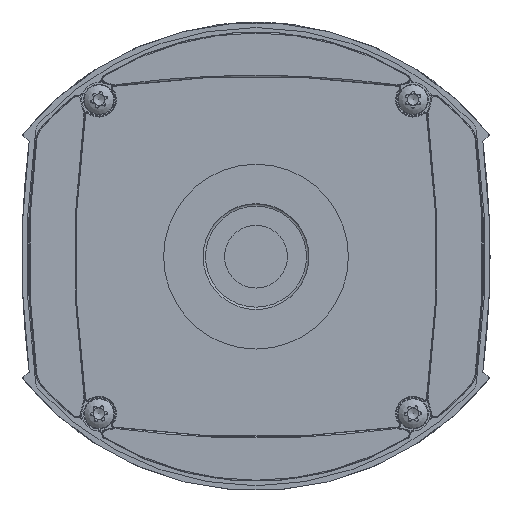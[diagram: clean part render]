
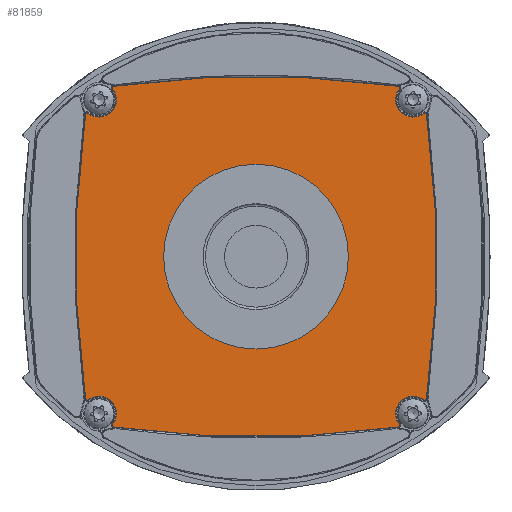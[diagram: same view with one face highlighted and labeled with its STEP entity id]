
A CAD part, front view. The second image highlights one B-rep face of the part: STEP entity #81859.
In plain terms, the highlighted planar face has unit normal (0, -1, 0).
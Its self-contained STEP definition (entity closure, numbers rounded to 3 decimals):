
#16892=PLANE('',#87769);
#17698=FACE_BOUND('',#27348,.T.);
#22604=FACE_OUTER_BOUND('',#27347,.T.);
#27347=EDGE_LOOP('',(#67696,#67697,#67698,#67699,#67700,#67701,#67702,#67703,
#67704,#67705,#67706,#67707,#67708,#67709,#67710,#67711));
#27348=EDGE_LOOP('',(#67712));
#30754=CIRCLE('',#87647,2.832);
#30758=CIRCLE('',#87653,0.3);
#30760=CIRCLE('',#87656,167.768);
#30764=CIRCLE('',#87662,0.3);
#30768=CIRCLE('',#87668,2.832);
#30770=CIRCLE('',#87671,0.3);
#30774=CIRCLE('',#87677,0.3);
#30776=CIRCLE('',#87680,167.768);
#30778=CIRCLE('',#87683,2.832);
#30780=CIRCLE('',#87686,0.3);
#30782=CIRCLE('',#87689,167.768);
#30784=CIRCLE('',#87692,0.3);
#30786=CIRCLE('',#87695,2.832);
#30788=CIRCLE('',#87698,0.3);
#30790=CIRCLE('',#87701,167.768);
#30792=CIRCLE('',#87704,0.3);
#30831=CIRCLE('',#87770,6.35);
#37539=VERTEX_POINT('',#140078);
#37540=VERTEX_POINT('',#140080);
#37543=VERTEX_POINT('',#140104);
#37545=VERTEX_POINT('',#140110);
#37550=VERTEX_POINT('',#140137);
#37554=VERTEX_POINT('',#140149);
#37557=VERTEX_POINT('',#140156);
#37558=VERTEX_POINT('',#140158);
#37561=VERTEX_POINT('',#140182);
#37563=VERTEX_POINT('',#140191);
#37565=VERTEX_POINT('',#140197);
#37567=VERTEX_POINT('',#140203);
#37569=VERTEX_POINT('',#140209);
#37571=VERTEX_POINT('',#140215);
#37573=VERTEX_POINT('',#140221);
#37575=VERTEX_POINT('',#140227);
#37603=VERTEX_POINT('',#141291);
#47900=EDGE_CURVE('',#37540,#37539,#30754,.T.);
#47907=EDGE_CURVE('',#37539,#37543,#30758,.T.);
#47910=EDGE_CURVE('',#37543,#37545,#30760,.T.);
#47917=EDGE_CURVE('',#37545,#37550,#30764,.T.);
#47923=EDGE_CURVE('',#37550,#37554,#30768,.T.);
#47926=EDGE_CURVE('',#37558,#37557,#30770,.T.);
#47933=EDGE_CURVE('',#37554,#37561,#30774,.T.);
#47935=EDGE_CURVE('',#37561,#37558,#30776,.T.);
#47938=EDGE_CURVE('',#37557,#37563,#30778,.T.);
#47941=EDGE_CURVE('',#37563,#37565,#30780,.T.);
#47944=EDGE_CURVE('',#37565,#37567,#30782,.T.);
#47947=EDGE_CURVE('',#37567,#37569,#30784,.T.);
#47950=EDGE_CURVE('',#37569,#37571,#30786,.T.);
#47953=EDGE_CURVE('',#37571,#37573,#30788,.T.);
#47956=EDGE_CURVE('',#37573,#37575,#30790,.T.);
#47958=EDGE_CURVE('',#37575,#37540,#30792,.T.);
#48030=EDGE_CURVE('',#37603,#37603,#30831,.T.);
#67696=ORIENTED_EDGE('',*,*,#47935,.T.);
#67697=ORIENTED_EDGE('',*,*,#47926,.T.);
#67698=ORIENTED_EDGE('',*,*,#47938,.T.);
#67699=ORIENTED_EDGE('',*,*,#47941,.T.);
#67700=ORIENTED_EDGE('',*,*,#47944,.T.);
#67701=ORIENTED_EDGE('',*,*,#47947,.T.);
#67702=ORIENTED_EDGE('',*,*,#47950,.T.);
#67703=ORIENTED_EDGE('',*,*,#47953,.T.);
#67704=ORIENTED_EDGE('',*,*,#47956,.T.);
#67705=ORIENTED_EDGE('',*,*,#47958,.T.);
#67706=ORIENTED_EDGE('',*,*,#47900,.T.);
#67707=ORIENTED_EDGE('',*,*,#47907,.T.);
#67708=ORIENTED_EDGE('',*,*,#47910,.T.);
#67709=ORIENTED_EDGE('',*,*,#47917,.T.);
#67710=ORIENTED_EDGE('',*,*,#47923,.T.);
#67711=ORIENTED_EDGE('',*,*,#47933,.T.);
#67712=ORIENTED_EDGE('',*,*,#48030,.F.);
#81859=ADVANCED_FACE('',(#22604,#17698),#16892,.T.);
#87647=AXIS2_PLACEMENT_3D('',#140081,#103946,#103947);
#87653=AXIS2_PLACEMENT_3D('',#140106,#103960,#103961);
#87656=AXIS2_PLACEMENT_3D('',#140112,#103967,#103968);
#87662=AXIS2_PLACEMENT_3D('',#140139,#103981,#103982);
#87668=AXIS2_PLACEMENT_3D('',#140151,#103995,#103996);
#87671=AXIS2_PLACEMENT_3D('',#140159,#104002,#104003);
#87677=AXIS2_PLACEMENT_3D('',#140184,#104016,#104017);
#87680=AXIS2_PLACEMENT_3D('',#140187,#104022,#104023);
#87683=AXIS2_PLACEMENT_3D('',#140193,#104029,#104030);
#87686=AXIS2_PLACEMENT_3D('',#140199,#104036,#104037);
#87689=AXIS2_PLACEMENT_3D('',#140205,#104043,#104044);
#87692=AXIS2_PLACEMENT_3D('',#140211,#104050,#104051);
#87695=AXIS2_PLACEMENT_3D('',#140217,#104057,#104058);
#87698=AXIS2_PLACEMENT_3D('',#140223,#104064,#104065);
#87701=AXIS2_PLACEMENT_3D('',#140229,#104071,#104072);
#87704=AXIS2_PLACEMENT_3D('',#140232,#104077,#104078);
#87769=AXIS2_PLACEMENT_3D('',#141290,#104216,#104217);
#87770=AXIS2_PLACEMENT_3D('',#141292,#104218,#104219);
#103946=DIRECTION('center_axis',(0.,1.,0.));
#103947=DIRECTION('ref_axis',(-0.8,0.,
0.601));
#103960=DIRECTION('center_axis',(0.,-1.,0.));
#103961=DIRECTION('ref_axis',(-0.923,0.,-0.384));
#103967=DIRECTION('center_axis',(0.,-1.,0.));
#103968=DIRECTION('ref_axis',(-0.137,0.,-0.991));
#103981=DIRECTION('center_axis',(0.,-1.,0.));
#103982=DIRECTION('ref_axis',(0.923,0.,-0.384));
#103995=DIRECTION('center_axis',(0.,1.,0.));
#103996=DIRECTION('ref_axis',(-0.601,0.,-0.8));
#104002=DIRECTION('center_axis',(0.,-1.,0.));
#104003=DIRECTION('ref_axis',(0.384,0.,0.923));
#104016=DIRECTION('center_axis',(0.,-1.,0.));
#104017=DIRECTION('ref_axis',(0.384,0.,-0.923));
#104022=DIRECTION('center_axis',(0.,-1.,0.));
#104023=DIRECTION('ref_axis',(0.991,0.,-0.137));
#104029=DIRECTION('center_axis',(0.,1.,0.));
#104030=DIRECTION('ref_axis',(0.8,0.,-0.601));
#104036=DIRECTION('center_axis',(0.,-1.,0.));
#104037=DIRECTION('ref_axis',(0.923,0.,0.384));
#104043=DIRECTION('center_axis',(0.,-1.,0.));
#104044=DIRECTION('ref_axis',(0.137,0.,0.991));
#104050=DIRECTION('center_axis',(0.,-1.,0.));
#104051=DIRECTION('ref_axis',(-0.923,0.,0.384));
#104057=DIRECTION('center_axis',(0.,1.,0.));
#104058=DIRECTION('ref_axis',(0.601,0.,0.8));
#104064=DIRECTION('center_axis',(0.,-1.,0.));
#104065=DIRECTION('ref_axis',(-0.384,0.,
0.923));
#104071=DIRECTION('center_axis',(0.,-1.,0.));
#104072=DIRECTION('ref_axis',(-0.991,0.,0.137));
#104077=DIRECTION('center_axis',(0.,-1.,0.));
#104078=DIRECTION('ref_axis',(-0.384,0.,-0.923));
#104216=DIRECTION('center_axis',(0.,-1.,0.));
#104217=DIRECTION('ref_axis',(0.,0.,
1.));
#104218=DIRECTION('center_axis',(0.,-1.,0.));
#104219=DIRECTION('ref_axis',(-1.,0.,0.));
#140078=CARTESIAN_POINT('',(-23.235,86.962,-27.201));
#140080=CARTESIAN_POINT('',(-27.201,86.962,-23.235));
#140081=CARTESIAN_POINT('Origin',(-25.5,86.962,-25.5));
#140104=CARTESIAN_POINT('',(-23.037,86.962,-27.678));
#140106=CARTESIAN_POINT('Origin',(-22.996,86.962,-27.381));
#140110=CARTESIAN_POINT('',(23.037,86.962,-27.678));
#140112=CARTESIAN_POINT('Origin',(0.,86.962,
138.5));
#140137=CARTESIAN_POINT('',(23.235,86.962,-27.201));
#140139=CARTESIAN_POINT('Origin',(22.996,86.962,-27.381));
#140149=CARTESIAN_POINT('',(27.201,86.962,-23.235));
#140151=CARTESIAN_POINT('Origin',(25.5,86.962,-25.5));
#140156=CARTESIAN_POINT('',(27.201,86.962,23.235));
#140158=CARTESIAN_POINT('',(27.678,86.962,23.037));
#140159=CARTESIAN_POINT('Origin',(27.381,86.962,22.996));
#140182=CARTESIAN_POINT('',(27.678,86.962,-23.037));
#140184=CARTESIAN_POINT('Origin',(27.381,86.962,-22.996));
#140187=CARTESIAN_POINT('Origin',(-138.5,86.962,0.));
#140191=CARTESIAN_POINT('',(23.235,86.962,27.201));
#140193=CARTESIAN_POINT('Origin',(25.5,86.962,25.5));
#140197=CARTESIAN_POINT('',(23.037,86.962,27.678));
#140199=CARTESIAN_POINT('Origin',(22.996,86.962,27.381));
#140203=CARTESIAN_POINT('',(-23.037,86.962,27.678));
#140205=CARTESIAN_POINT('Origin',(0.,86.962,
-138.5));
#140209=CARTESIAN_POINT('',(-23.235,86.962,27.201));
#140211=CARTESIAN_POINT('Origin',(-22.996,86.962,27.381));
#140215=CARTESIAN_POINT('',(-27.201,86.962,23.235));
#140217=CARTESIAN_POINT('Origin',(-25.5,86.962,25.5));
#140221=CARTESIAN_POINT('',(-27.678,86.962,23.037));
#140223=CARTESIAN_POINT('Origin',(-27.381,86.962,22.996));
#140227=CARTESIAN_POINT('',(-27.678,86.962,-23.037));
#140229=CARTESIAN_POINT('Origin',(138.5,86.962,0.));
#140232=CARTESIAN_POINT('Origin',(-27.381,86.962,-22.996));
#141290=CARTESIAN_POINT('Origin',(0.,86.962,
0.));
#141291=CARTESIAN_POINT('',(6.35,86.962,0.));
#141292=CARTESIAN_POINT('Origin',(0.,86.962,
0.));
